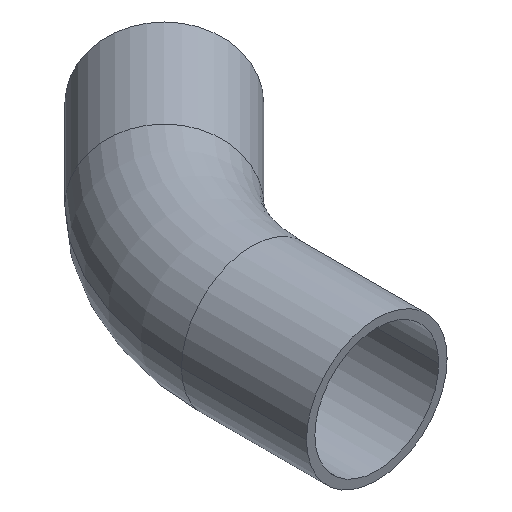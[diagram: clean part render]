
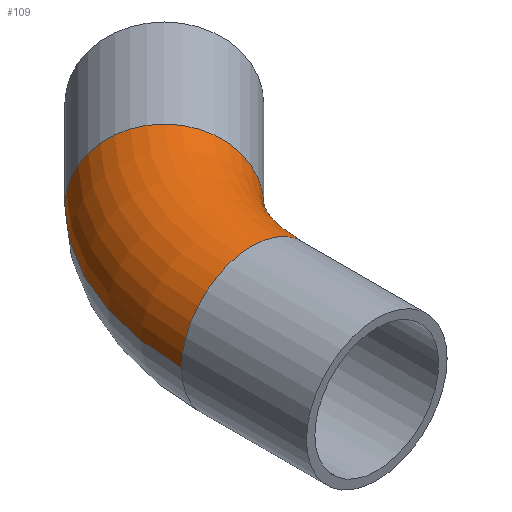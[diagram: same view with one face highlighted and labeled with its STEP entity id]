
A CAD part, isometric view. The second image highlights one B-rep face of the part: STEP entity #109.
In plain terms, the highlighted toroidal (fillet/blend) face has major radius 338 mm and minor radius 112.5 mm.
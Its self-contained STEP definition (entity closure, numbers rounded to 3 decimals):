
#93 = VERTEX_POINT( '', #228 );
#97 = EDGE_CURVE( '', #169, #155, #232, .T. );
#101 = EDGE_CURVE( '', #93, #195, #236, .T. );
#105 = EDGE_CURVE( '', #93, #155, #240, .T. );
#109 = ADVANCED_FACE( '', ( #245 ), #246, .T. );
#155 = VERTEX_POINT( '', #299 );
#169 = VERTEX_POINT( '', #316 );
#195 = VERTEX_POINT( '', #345 );
#199 = EDGE_CURVE( '', #169, #195, #349, .T. );
#228 = CARTESIAN_POINT( '', ( 19.448, 518.552, 0. ) );
#232 = CIRCLE( '', #376, 112.5 );
#236 = CIRCLE( '', #383, 112.5 );
#240 = CIRCLE( '', #388, 450.5 );
#245 = FACE_OUTER_BOUND( '', #393, .T. );
#246 = TOROIDAL_SURFACE( '', #394, 338., 112.5 );
#299 = CARTESIAN_POINT( '', ( -112.5, 200., 0. ) );
#316 = CARTESIAN_POINT( '', ( 112.5, 200., 0. ) );
#345 = CARTESIAN_POINT( '', ( 178.547, 359.453, 0. ) );
#349 = CIRCLE( '', #524, 225.5 );
#376 = AXIS2_PLACEMENT_3D( '', #543, #544, #545 );
#383 = AXIS2_PLACEMENT_3D( '', #547, #548, #549 );
#388 = AXIS2_PLACEMENT_3D( '', #550, #551, #552 );
#393 = EDGE_LOOP( '', ( #562, #563, #564, #565 ) );
#394 = AXIS2_PLACEMENT_3D( '', #566, #567, #568 );
#524 = AXIS2_PLACEMENT_3D( '', #704, #705, #706 );
#543 = CARTESIAN_POINT( '', ( 0., 200., 0. ) );
#544 = DIRECTION( '', ( 0., -1., 0. ) );
#545 = DIRECTION( '', ( -1., 0., 0. ) );
#547 = CARTESIAN_POINT( '', ( 98.998, 439.002, 0. ) );
#548 = DIRECTION( '', ( 0.707, 0.707, 0. ) );
#549 = DIRECTION( '', ( 0.707, -0.707, 0. ) );
#550 = CARTESIAN_POINT( '', ( 338., 200., 0. ) );
#551 = DIRECTION( '', ( 0., 0., 1. ) );
#552 = DIRECTION( '', ( 1., 0., 0. ) );
#562 = ORIENTED_EDGE( '', *, *, #105, .T. );
#563 = ORIENTED_EDGE( '', *, *, #97, .F. );
#564 = ORIENTED_EDGE( '', *, *, #199, .T. );
#565 = ORIENTED_EDGE( '', *, *, #101, .F. );
#566 = CARTESIAN_POINT( '', ( 338., 200., 0. ) );
#567 = DIRECTION( '', ( 0., 0., 1. ) );
#568 = DIRECTION( '', ( 1., 0., 0. ) );
#704 = CARTESIAN_POINT( '', ( 338., 200., 0. ) );
#705 = DIRECTION( '', ( 0., 0., -1. ) );
#706 = DIRECTION( '', ( 1., 0., 0. ) );
